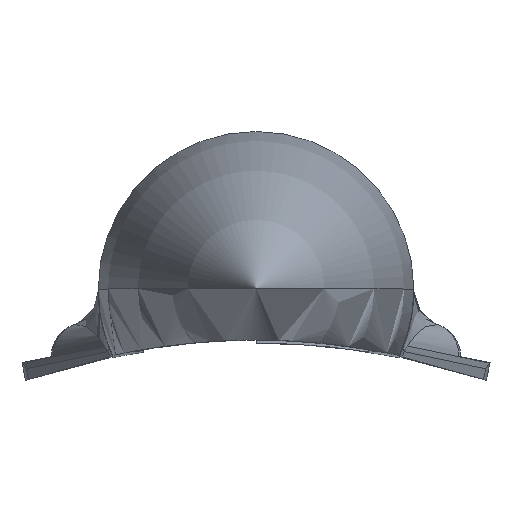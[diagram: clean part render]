
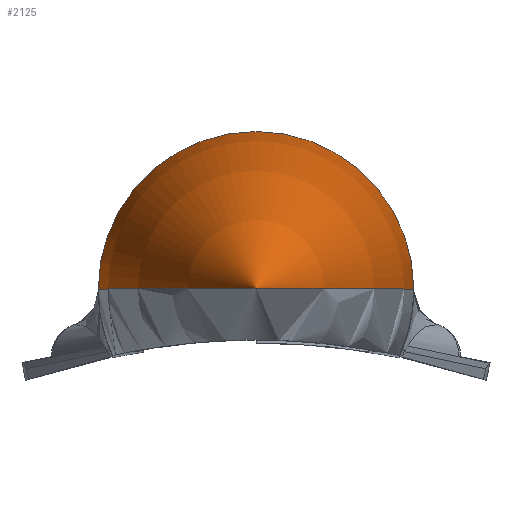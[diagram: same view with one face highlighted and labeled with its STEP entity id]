
A CAD part, top view. The second image highlights one B-rep face of the part: STEP entity #2125.
In plain terms, the highlighted toroidal (fillet/blend) face has major radius 154.396 mm and minor radius 172.176 mm.
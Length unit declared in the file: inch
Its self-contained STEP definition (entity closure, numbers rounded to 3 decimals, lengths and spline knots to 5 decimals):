
#33 = VERTEX_POINT ( 'NONE', #2180 ) ;
#202 = DIRECTION ( 'NONE',  ( -1., 0., 0. ) ) ;
#409 = EDGE_CURVE ( 'NONE', #33, #703, #1159, .T. ) ;
#561 = CIRCLE ( 'NONE', #3268, 0.7 ) ;
#592 = CARTESIAN_POINT ( 'NONE',  ( 0.7, 0., 5.25 ) ) ;
#646 = DIRECTION ( 'NONE',  ( 0., 0., -1. ) ) ;
#703 = VERTEX_POINT ( 'NONE', #1782 ) ;
#945 = AXIS2_PLACEMENT_3D ( 'NONE', #3277, #646, #2737 ) ;
#1146 = EDGE_CURVE ( 'NONE', #703, #2828, #561, .T. ) ;
#1159 = CIRCLE ( 'NONE', #3266, 6.77857 ) ;
#1175 = FACE_OUTER_BOUND ( 'NONE', #3101, .T. ) ;
#1387 = DIRECTION ( 'NONE',  ( 0., 0., -1. ) ) ;
#1524 = TOROIDAL_SURFACE ( 'NONE', #945, -6.07857, 6.77857 ) ;
#1596 = DIRECTION ( 'NONE',  ( 0., 0., -1. ) ) ;
#1654 = ORIENTED_EDGE ( 'NONE', *, *, #409, .F. ) ;
#1762 = CARTESIAN_POINT ( 'NONE',  ( -6.07857, 0., 5.25 ) ) ;
#1782 = CARTESIAN_POINT ( 'NONE',  ( -0.7, 0., 5.25 ) ) ;
#2125 = ADVANCED_FACE ( 'NONE', ( #1175 ), #1524, .T. ) ;
#2158 = DIRECTION ( 'NONE',  ( 0., -1., 0. ) ) ;
#2180 = CARTESIAN_POINT ( 'NONE',  ( 0., 0., 8.25 ) ) ;
#2388 = CARTESIAN_POINT ( 'NONE',  ( 0., 0., 5.25 ) ) ;
#2420 = CARTESIAN_POINT ( 'NONE',  ( 6.07857, 0., 5.25 ) ) ;
#2452 = ORIENTED_EDGE ( 'NONE', *, *, #3062, .T. ) ;
#2506 = DIRECTION ( 'NONE',  ( 0., 1., 0. ) ) ;
#2706 = DIRECTION ( 'NONE',  ( -1., 0., 0. ) ) ;
#2737 = DIRECTION ( 'NONE',  ( -1., 0., 0. ) ) ;
#2785 = CIRCLE ( 'NONE', #3046, 6.77857 ) ;
#2828 = VERTEX_POINT ( 'NONE', #592 ) ;
#3046 = AXIS2_PLACEMENT_3D ( 'NONE', #1762, #2506, #202 ) ;
#3062 = EDGE_CURVE ( 'NONE', #33, #2828, #2785, .T. ) ;
#3101 = EDGE_LOOP ( 'NONE', ( #1654, #2452, #3168 ) ) ;
#3168 = ORIENTED_EDGE ( 'NONE', *, *, #1146, .F. ) ;
#3266 = AXIS2_PLACEMENT_3D ( 'NONE', #2420, #2158, #1596 ) ;
#3268 = AXIS2_PLACEMENT_3D ( 'NONE', #2388, #1387, #2706 ) ;
#3277 = CARTESIAN_POINT ( 'NONE',  ( 0., 0., 5.25 ) ) ;
